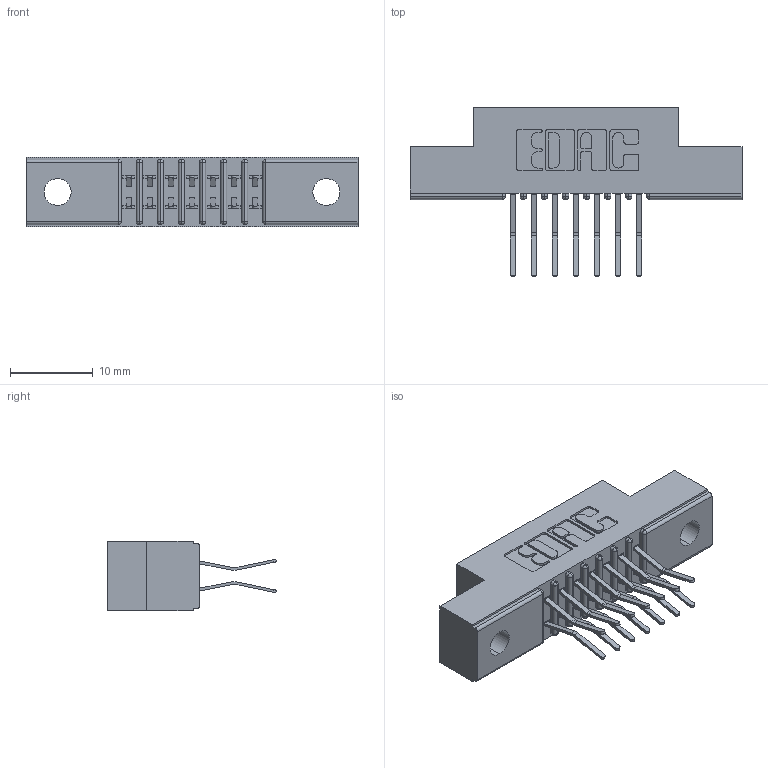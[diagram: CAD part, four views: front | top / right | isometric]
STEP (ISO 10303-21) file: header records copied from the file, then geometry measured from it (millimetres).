
FILE_DESCRIPTION (( 'STEP AP203' ), '1' );
FILE_NAME ('391-014-560-202.STEP', '2018-08-08T17:17:59', ( '' ), ( '' ), 'SwSTEP 2.0', 'SolidWorks 2016', '' );
FILE_SCHEMA (( 'CONFIG_CONTROL_DESIGN' ));
Length unit declared in the file: inch
Products named in the file (3): 341 Part_.128 (3.25) Dia Mounting Holes; 341-292-001_341-292-160; 391-014-560-202
Assembly tree (15 placements, depth 2):
  391-014-560-202
    341 Part_.128 (3.25) Dia Mounting Holes
    341-292-001_341-292-160  x14
Bounding box: 40.01 x 20.37 x 8.38 mm (x, y, z)
Volume: 2292.2 mm3; surface area: 3711.6 mm2
Topology: 15 solids, 15 shells, 1096 faces, 3165 edges, 2054 vertices
Faces by surface type: plane 628, cylinder 440, sphere 16, torus 12
Entity records: 13276 total; most frequent: CARTESIAN_POINT 2209, ORIENTED_EDGE 2190, DIRECTION 2173, EDGE_CURVE 1095, VECTOR 841, LINE 841, VERTEX_POINT 702, AXIS2_PLACEMENT_3D 666
